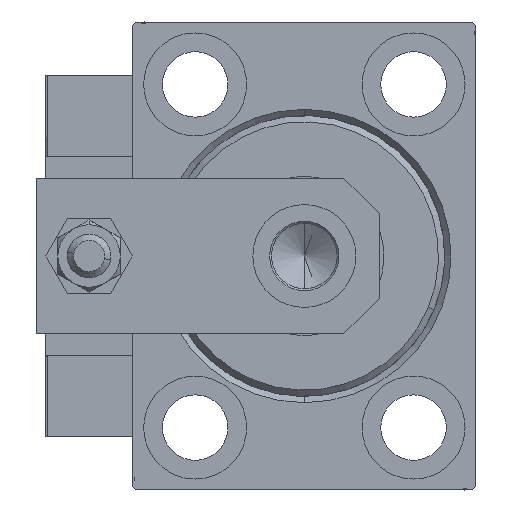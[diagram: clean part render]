
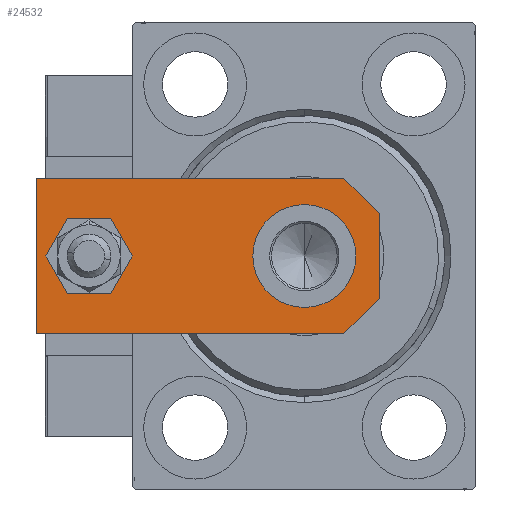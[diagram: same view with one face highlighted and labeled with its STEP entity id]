
A CAD part, left-side view. The second image highlights one B-rep face of the part: STEP entity #24532.
In plain terms, the highlighted face is planar.
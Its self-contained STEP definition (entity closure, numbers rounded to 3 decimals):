
#113 = CARTESIAN_POINT ( 'NONE',  ( 12.5, 55., 6. ) ) ;
#356 = LINE ( 'NONE', #113, #35574 ) ;
#456 = AXIS2_PLACEMENT_3D ( 'NONE', #46145, #7707, #18819 ) ;
#727 = CARTESIAN_POINT ( 'NONE',  ( -8.25, 12., 6. ) ) ;
#1205 = VERTEX_POINT ( 'NONE', #47222 ) ;
#1509 = CARTESIAN_POINT ( 'NONE',  ( 12.5, 0., 6. ) ) ;
#1756 = EDGE_CURVE ( 'NONE', #13347, #12705, #356, .T. ) ;
#2620 = DIRECTION ( 'NONE',  ( 0., 0., 1. ) ) ;
#2677 = CARTESIAN_POINT ( 'NONE',  ( 8.25, 12., 6. ) ) ;
#2773 = LINE ( 'NONE', #18500, #22636 ) ;
#2993 = CARTESIAN_POINT ( 'NONE',  ( 0., 0., 6. ) ) ;
#3750 = FACE_BOUND ( 'NONE', #29703, .T. ) ;
#3951 = DIRECTION ( 'NONE',  ( 0.707, 0.707, 0. ) ) ;
#4244 = ORIENTED_EDGE ( 'NONE', *, *, #46164, .F. ) ;
#5104 = DIRECTION ( 'NONE',  ( 1., 0., 0. ) ) ;
#5505 = CARTESIAN_POINT ( 'NONE',  ( -6.84, 0., 6. ) ) ;
#6436 = CIRCLE ( 'NONE', #11359, 4. ) ;
#7707 = DIRECTION ( 'NONE',  ( 0., 0., 1. ) ) ;
#7920 = EDGE_LOOP ( 'NONE', ( #32111, #33663 ) ) ;
#8795 = EDGE_CURVE ( 'NONE', #42751, #22723, #2773, .T. ) ;
#9516 = AXIS2_PLACEMENT_3D ( 'NONE', #2993, #34929, #42685 ) ;
#9551 = VECTOR ( 'NONE', #45172, 1000. ) ;
#11269 = VECTOR ( 'NONE', #28587, 1000. ) ;
#11359 = AXIS2_PLACEMENT_3D ( 'NONE', #22258, #45963, #42855 ) ;
#11726 = FACE_BOUND ( 'NONE', #7920, .T. ) ;
#12705 = VERTEX_POINT ( 'NONE', #25588 ) ;
#13347 = VERTEX_POINT ( 'NONE', #50895 ) ;
#13728 = LINE ( 'NONE', #41307, #9551 ) ;
#14085 = EDGE_CURVE ( 'NONE', #41957, #19050, #28434, .T. ) ;
#14434 = CARTESIAN_POINT ( 'NONE',  ( -12.5, 55., 6. ) ) ;
#15233 = CARTESIAN_POINT ( 'NONE',  ( -4., 46.5, 6. ) ) ;
#17137 = EDGE_CURVE ( 'NONE', #19050, #41957, #42306, .T. ) ;
#17665 = EDGE_CURVE ( 'NONE', #19277, #25092, #43134, .T. ) ;
#18048 = LINE ( 'NONE', #14434, #26350 ) ;
#18345 = DIRECTION ( 'NONE',  ( 1., 0., 0. ) ) ;
#18500 = CARTESIAN_POINT ( 'NONE',  ( -3.42, -3.42, 6. ) ) ;
#18819 = DIRECTION ( 'NONE',  ( 1., 0., 0. ) ) ;
#19050 = VERTEX_POINT ( 'NONE', #2677 ) ;
#19277 = VERTEX_POINT ( 'NONE', #29440 ) ;
#19422 = LINE ( 'NONE', #42634, #39155 ) ;
#20064 = AXIS2_PLACEMENT_3D ( 'NONE', #26083, #2620, #18345 ) ;
#20272 = ORIENTED_EDGE ( 'NONE', *, *, #39263, .T. ) ;
#21735 = EDGE_CURVE ( 'NONE', #22723, #1205, #13728, .T. ) ;
#22258 = CARTESIAN_POINT ( 'NONE',  ( 0., 46.5, 6. ) ) ;
#22636 = VECTOR ( 'NONE', #34228, 1000. ) ;
#22723 = VERTEX_POINT ( 'NONE', #5505 ) ;
#23498 = CARTESIAN_POINT ( 'NONE',  ( 12.5, 5.66, 6. ) ) ;
#24532 = ADVANCED_FACE ( 'NONE', ( #3750, #38307, #11726 ), #34440, .T. ) ;
#24699 = CARTESIAN_POINT ( 'NONE',  ( 0., 46.5, 6. ) ) ;
#24715 = CARTESIAN_POINT ( 'NONE',  ( -12.5, 5.66, 6. ) ) ;
#25092 = VERTEX_POINT ( 'NONE', #15233 ) ;
#25568 = EDGE_CURVE ( 'NONE', #1205, #50641, #19422, .T. ) ;
#25588 = CARTESIAN_POINT ( 'NONE',  ( -12.5, 55., 6. ) ) ;
#25728 = EDGE_LOOP ( 'NONE', ( #20272, #34633, #49899, #34157, #43719, #46541 ) ) ;
#26083 = CARTESIAN_POINT ( 'NONE',  ( 0., 12., 6. ) ) ;
#26350 = VECTOR ( 'NONE', #34020, 1000. ) ;
#28007 = ORIENTED_EDGE ( 'NONE', *, *, #17665, .F. ) ;
#28434 = CIRCLE ( 'NONE', #456, 8.25 ) ;
#28587 = DIRECTION ( 'NONE',  ( 0., 1., 0. ) ) ;
#28949 = EDGE_CURVE ( 'NONE', #50641, #13347, #29097, .T. ) ;
#29097 = LINE ( 'NONE', #1509, #11269 ) ;
#29440 = CARTESIAN_POINT ( 'NONE',  ( 4., 46.5, 6. ) ) ;
#29703 = EDGE_LOOP ( 'NONE', ( #4244, #28007 ) ) ;
#32111 = ORIENTED_EDGE ( 'NONE', *, *, #14085, .F. ) ;
#33663 = ORIENTED_EDGE ( 'NONE', *, *, #17137, .F. ) ;
#34020 = DIRECTION ( 'NONE',  ( 0., -1., 0. ) ) ;
#34157 = ORIENTED_EDGE ( 'NONE', *, *, #25568, .T. ) ;
#34228 = DIRECTION ( 'NONE',  ( 0.707, -0.707, 0. ) ) ;
#34440 = PLANE ( 'NONE',  #9516 ) ;
#34633 = ORIENTED_EDGE ( 'NONE', *, *, #8795, .T. ) ;
#34929 = DIRECTION ( 'NONE',  ( 0., 0., 1. ) ) ;
#35574 = VECTOR ( 'NONE', #43159, 1000. ) ;
#38307 = FACE_OUTER_BOUND ( 'NONE', #25728, .T. ) ;
#39011 = AXIS2_PLACEMENT_3D ( 'NONE', #24699, #40663, #5104 ) ;
#39155 = VECTOR ( 'NONE', #3951, 1000. ) ;
#39263 = EDGE_CURVE ( 'NONE', #12705, #42751, #18048, .T. ) ;
#40663 = DIRECTION ( 'NONE',  ( 0., 0., 1. ) ) ;
#41307 = CARTESIAN_POINT ( 'NONE',  ( -12.5, 0., 6. ) ) ;
#41957 = VERTEX_POINT ( 'NONE', #727 ) ;
#42306 = CIRCLE ( 'NONE', #20064, 8.25 ) ;
#42634 = CARTESIAN_POINT ( 'NONE',  ( 3.42, -3.42, 6. ) ) ;
#42685 = DIRECTION ( 'NONE',  ( 1., 0., 0. ) ) ;
#42751 = VERTEX_POINT ( 'NONE', #24715 ) ;
#42855 = DIRECTION ( 'NONE',  ( 1., 0., 0. ) ) ;
#43134 = CIRCLE ( 'NONE', #39011, 4. ) ;
#43159 = DIRECTION ( 'NONE',  ( -1., 0., 0. ) ) ;
#43719 = ORIENTED_EDGE ( 'NONE', *, *, #28949, .T. ) ;
#45172 = DIRECTION ( 'NONE',  ( 1., 0., 0. ) ) ;
#45963 = DIRECTION ( 'NONE',  ( 0., 0., 1. ) ) ;
#46145 = CARTESIAN_POINT ( 'NONE',  ( 0., 12., 6. ) ) ;
#46164 = EDGE_CURVE ( 'NONE', #25092, #19277, #6436, .T. ) ;
#46541 = ORIENTED_EDGE ( 'NONE', *, *, #1756, .T. ) ;
#47222 = CARTESIAN_POINT ( 'NONE',  ( 6.84, 0., 6. ) ) ;
#49899 = ORIENTED_EDGE ( 'NONE', *, *, #21735, .T. ) ;
#50641 = VERTEX_POINT ( 'NONE', #23498 ) ;
#50895 = CARTESIAN_POINT ( 'NONE',  ( 12.5, 55., 6. ) ) ;
